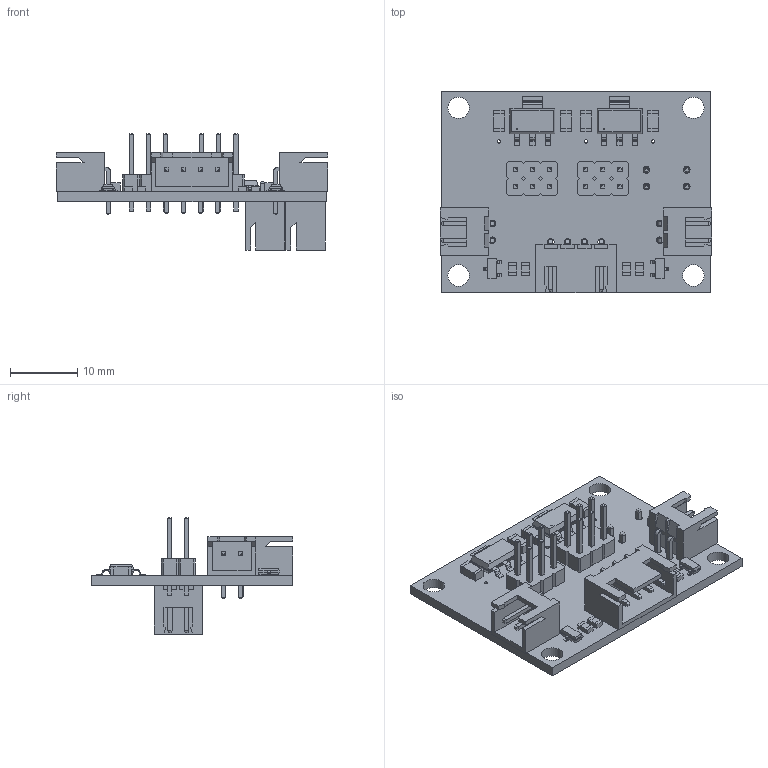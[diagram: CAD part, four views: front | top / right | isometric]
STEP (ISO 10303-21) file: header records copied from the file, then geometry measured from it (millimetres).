
FILE_DESCRIPTION(/* description */ (''),/* implementation_level */ '2;1');
FILE_NAME(/* name */ 'Fan_PCB_V1.0.step',/* time_stamp */ '2020-11-17T12:47:21+01:00',/* author */ (''),/* organization */ (''),/* preprocessor_version */ 'ST-DEVELOPER v18.1',/* originating_system */ 'Autodesk Translation Framework v9.3.0.1241',/* authorisation */ '');
FILE_SCHEMA (('AUTOMOTIVE_DESIGN { 1 0 10303 214 3 1 1 }'));
Length unit declared in the file: millimetre
Products named in the file (12): Fan PCB; Board; Packages; B2B-XH-A; B2B-XH-H; Komponente1; 2X03; SOT-223-4; TRANSISTOR-FET_SOT23; C1206; B4B-XH-H; R0805
Assembly tree (22 placements, depth 4):
  Fan PCB
    Board
    Packages
      B2B-XH-A  x2
      B2B-XH-H  x2
        Komponente1
      2X03  x2
      SOT-223-4  x2
      TRANSISTOR-FET_SOT23  x2
      C1206  x4
      B4B-XH-H
      R0805  x4
Bounding box: 40.47 x 30.1 x 17.31 mm (x, y, z)
Volume: 2769.3 mm3; surface area: 6104.1 mm2
Topology: 30 solids, 130 shells, 2003 faces, 4825 edges, 3118 vertices
Faces by surface type: plane 1711, bspline 195, cylinder 97
Full cylindrical faces by diameter (mm): 0.185 x2, 0.5 x3, 1 x12, 1.016 x12, 3.2 x4
Entity records: 35422 total; most frequent: CARTESIAN_POINT 8220, ORIENTED_EDGE 5536, DIRECTION 4798, EDGE_CURVE 2768, LINE 2402, VECTOR 2402, VERTEX_POINT 1788, EDGE_LOOP 1270
